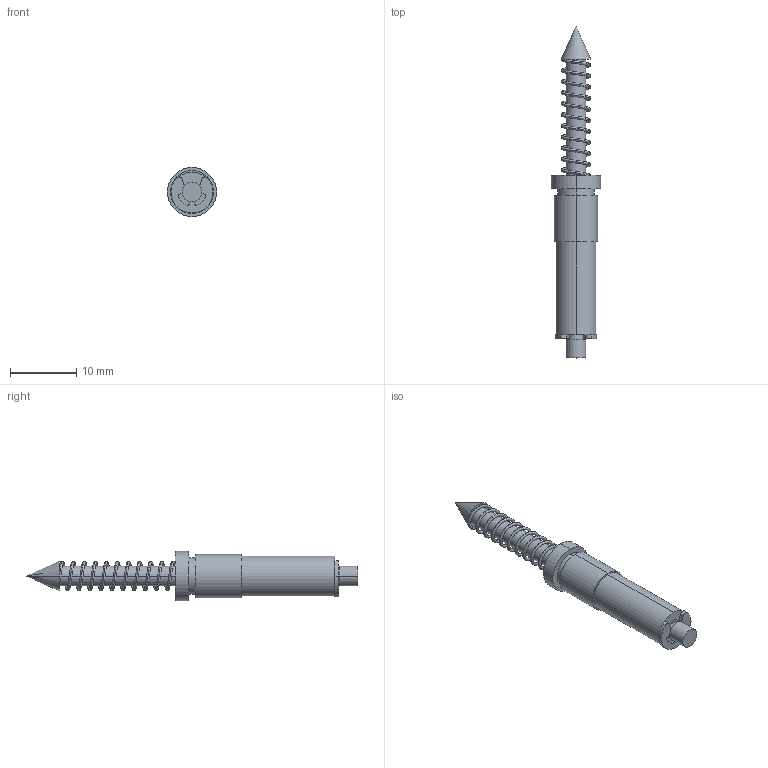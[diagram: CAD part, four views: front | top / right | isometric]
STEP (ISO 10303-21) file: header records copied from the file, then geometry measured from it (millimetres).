
FILE_DESCRIPTION (( 'STEP AP214' ), '1' );
FILE_NAME ('21824~2.STEP', '2018-09-18T10:59:05', ( '' ), ( '' ), 'SwSTEP 2.0', 'SolidWorks 2018', '' );
FILE_SCHEMA (( 'AUTOMOTIVE_DESIGN' ));
Length unit declared in the file: millimetre
Products named in the file (1): 21824~2
Bounding box: 7.4 x 50 x 7.4 mm (x, y, z)
Volume: 937.6 mm3; surface area: 1035.9 mm2
Topology: 2 solids, 2 shells, 51 faces, 122 edges, 81 vertices
Faces by surface type: cylinder 30, plane 17, bspline 2, cone 2
Entity records: 7896 total; most frequent: CARTESIAN_POINT 6479, DIRECTION 278, ORIENTED_EDGE 240, EDGE_CURVE 120, AXIS2_PLACEMENT_3D 114, VERTEX_POINT 81, CIRCLE 64, EDGE_LOOP 61
